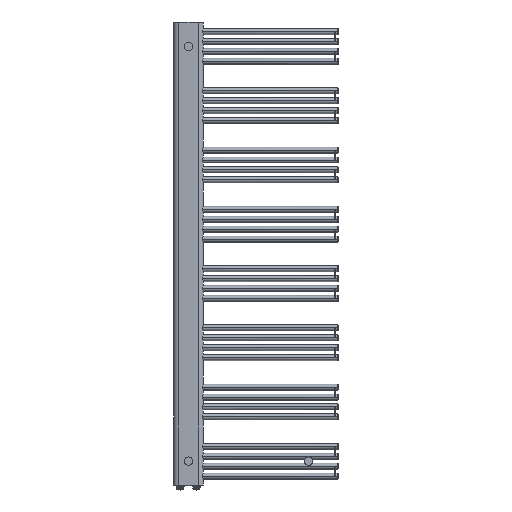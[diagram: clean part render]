
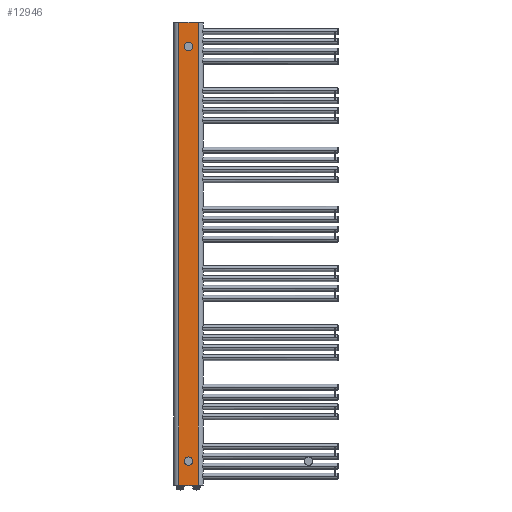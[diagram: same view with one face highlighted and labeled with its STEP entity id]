
A CAD part, top view. The second image highlights one B-rep face of the part: STEP entity #12946.
In plain terms, the highlighted planar face has unit normal (0, 0, 1).
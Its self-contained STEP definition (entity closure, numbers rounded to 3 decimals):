
#7592=DIRECTION('',(0.,1.,0.));
#7593=VECTOR('',#7592,1404.4);
#7594=CARTESIAN_POINT('',(75.,2.,15.));
#7595=LINE('',#7594,#7593);
#9567=DIRECTION('',(1.,0.,0.));
#9568=VECTOR('',#9567,60.);
#9569=CARTESIAN_POINT('',(15.,1406.4,15.));
#9570=LINE('',#9569,#9568);
#9574=DIRECTION('',(-1.,0.,0.));
#9575=VECTOR('',#9574,60.);
#9576=CARTESIAN_POINT('',(75.,2.,15.));
#9577=LINE('',#9576,#9575);
#9581=DIRECTION('',(0.,1.,0.));
#9582=VECTOR('',#9581,1404.4);
#9583=CARTESIAN_POINT('',(15.,2.,15.));
#9584=LINE('',#9583,#9582);
#9588=CARTESIAN_POINT('',(45.,1334.2,15.));
#9589=DIRECTION('',(0.,0.,1.));
#9590=DIRECTION('',(1.,0.,0.));
#9591=AXIS2_PLACEMENT_3D('',#9588,#9589,#9590);
#9596=CARTESIAN_POINT('',(45.,1334.2,15.));
#9597=DIRECTION('',(0.,0.,1.));
#9598=DIRECTION('',(-1.,0.,0.));
#9599=AXIS2_PLACEMENT_3D('',#9596,#9597,#9598);
#9604=CARTESIAN_POINT('',(45.,74.2,15.));
#9605=DIRECTION('',(0.,0.,1.));
#9606=DIRECTION('',(1.,0.,0.));
#9607=AXIS2_PLACEMENT_3D('',#9604,#9605,#9606);
#9612=CARTESIAN_POINT('',(45.,74.2,15.));
#9613=DIRECTION('',(0.,0.,1.));
#9614=DIRECTION('',(-1.,0.,0.));
#9615=AXIS2_PLACEMENT_3D('',#9612,#9613,#9614);
#10104=CARTESIAN_POINT('',(15.,1406.4,15.));
#10105=VERTEX_POINT('',#10104);
#10108=CARTESIAN_POINT('',(75.,1406.4,15.));
#10109=VERTEX_POINT('',#10108);
#10114=CARTESIAN_POINT('',(75.,2.,15.));
#10115=CARTESIAN_POINT('',(15.,2.,15.));
#10116=VERTEX_POINT('',#10114);
#10117=VERTEX_POINT('',#10115);
#10158=CARTESIAN_POINT('',(54.75,1334.2,15.));
#10159=CARTESIAN_POINT('',(35.25,1334.2,15.));
#10160=VERTEX_POINT('',#10158);
#10161=VERTEX_POINT('',#10159);
#10162=CARTESIAN_POINT('',(54.75,74.2,15.));
#10163=CARTESIAN_POINT('',(35.25,74.2,15.));
#10164=VERTEX_POINT('',#10162);
#10165=VERTEX_POINT('',#10163);
#12921=CARTESIAN_POINT('',(15.,0.,15.));
#12922=DIRECTION('',(0.,0.,1.));
#12923=DIRECTION('',(1.,0.,0.));
#12924=AXIS2_PLACEMENT_3D('',#12921,#12922,#12923);
#12925=PLANE('',#12924);
#12926=ORIENTED_EDGE('',*,*,#12915,.T.);
#12927=ORIENTED_EDGE('',*,*,#10633,.F.);
#12929=ORIENTED_EDGE('',*,*,#12928,.T.);
#12931=ORIENTED_EDGE('',*,*,#12930,.T.);
#12932=EDGE_LOOP('',(#12926,#12927,#12929,#12931));
#12933=FACE_OUTER_BOUND('',#12932,.F.);
#12935=ORIENTED_EDGE('',*,*,#12934,.T.);
#12937=ORIENTED_EDGE('',*,*,#12936,.T.);
#12938=EDGE_LOOP('',(#12935,#12937));
#12939=FACE_BOUND('',#12938,.F.);
#12941=ORIENTED_EDGE('',*,*,#12940,.T.);
#12943=ORIENTED_EDGE('',*,*,#12942,.T.);
#12944=EDGE_LOOP('',(#12941,#12943));
#12945=FACE_BOUND('',#12944,.F.);
#9592=CIRCLE('',#9591,9.75);
#9600=CIRCLE('',#9599,9.75);
#9608=CIRCLE('',#9607,9.75);
#9616=CIRCLE('',#9615,9.75);
#10633=EDGE_CURVE('',#10116,#10109,#7595,.T.);
#12915=EDGE_CURVE('',#10105,#10109,#9570,.T.);
#12928=EDGE_CURVE('',#10116,#10117,#9577,.T.);
#12930=EDGE_CURVE('',#10117,#10105,#9584,.T.);
#12934=EDGE_CURVE('',#10160,#10161,#9592,.T.);
#12936=EDGE_CURVE('',#10161,#10160,#9600,.T.);
#12940=EDGE_CURVE('',#10164,#10165,#9608,.T.);
#12942=EDGE_CURVE('',#10165,#10164,#9616,.T.);
#12946=ADVANCED_FACE('',(#12933,#12939,#12945),#12925,.T.);
